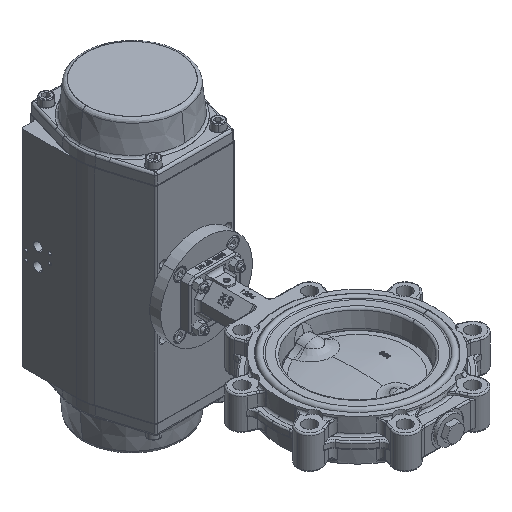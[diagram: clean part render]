
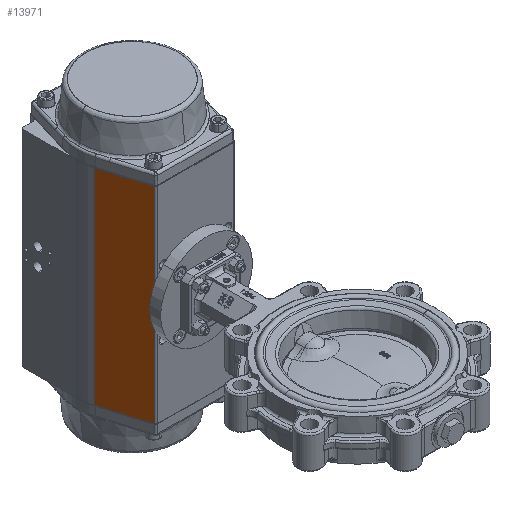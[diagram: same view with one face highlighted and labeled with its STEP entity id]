
A CAD part, isometric view. The second image highlights one B-rep face of the part: STEP entity #13971.
In plain terms, the highlighted planar face has unit normal (0.958, 0.288, 0).
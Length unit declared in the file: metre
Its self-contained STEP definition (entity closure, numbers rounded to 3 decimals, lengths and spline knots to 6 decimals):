
#340 = VECTOR ( 'NONE', #52003, 1. ) ;
#1145 = EDGE_CURVE ( 'NONE', #6897, #43321, #77639, .T. ) ;
#3187 = PLANE ( 'NONE',  #25864 ) ;
#5146 = VECTOR ( 'NONE', #15299, 1. ) ;
#6897 = VERTEX_POINT ( 'NONE', #9141 ) ;
#7037 = VECTOR ( 'NONE', #78394, 1. ) ;
#9141 = CARTESIAN_POINT ( 'NONE',  ( -0.164137, 0.246266, 0.224002 ) ) ;
#9673 = CARTESIAN_POINT ( 'NONE',  ( -0.145499, 0.184289, 0.224002 ) ) ;
#10845 = LINE ( 'NONE', #11256, #7037 ) ;
#11256 = CARTESIAN_POINT ( 'NONE',  ( -0.145499, 0.184289, 0.224002 ) ) ;
#13971 = ADVANCED_FACE ( 'NONE', ( #59323 ), #3187, .T. ) ;
#15299 = DIRECTION ( 'NONE',  ( 0.288, -0.958, 0. ) ) ;
#16049 = ORIENTED_EDGE ( 'NONE', *, *, #50743, .T. ) ;
#18153 = CARTESIAN_POINT ( 'NONE',  ( -0.164137, 0.246266, 0.504002 ) ) ;
#22211 = CARTESIAN_POINT ( 'NONE',  ( -0.145499, 0.184289, 0.504002 ) ) ;
#25864 = AXIS2_PLACEMENT_3D ( 'NONE', #48302, #61727, #41803 ) ;
#27202 = CARTESIAN_POINT ( 'NONE',  ( -0.145499, 0.184289, 0.224002 ) ) ;
#29960 = EDGE_CURVE ( 'NONE', #76750, #79509, #41049, .T. ) ;
#41049 = LINE ( 'NONE', #27202, #340 ) ;
#41803 = DIRECTION ( 'NONE',  ( 0.288, -0.958, 0. ) ) ;
#43321 = VERTEX_POINT ( 'NONE', #18153 ) ;
#46266 = LINE ( 'NONE', #22211, #5146 ) ;
#48302 = CARTESIAN_POINT ( 'NONE',  ( -0.145499, 0.184289, 0.224002 ) ) ;
#50499 = ORIENTED_EDGE ( 'NONE', *, *, #1145, .T. ) ;
#50743 = EDGE_CURVE ( 'NONE', #43321, #76750, #46266, .T. ) ;
#51999 = DIRECTION ( 'NONE',  ( 0., 0., 1. ) ) ;
#52003 = DIRECTION ( 'NONE',  ( 0., 0., -1. ) ) ;
#52995 = ORIENTED_EDGE ( 'NONE', *, *, #29960, .T. ) ;
#55557 = ORIENTED_EDGE ( 'NONE', *, *, #65019, .T. ) ;
#59323 = FACE_OUTER_BOUND ( 'NONE', #70604, .T. ) ;
#61727 = DIRECTION ( 'NONE',  ( 0.958, 0.288, 0. ) ) ;
#65019 = EDGE_CURVE ( 'NONE', #79509, #6897, #10845, .T. ) ;
#70604 = EDGE_LOOP ( 'NONE', ( #50499, #16049, #52995, #55557 ) ) ;
#71408 = CARTESIAN_POINT ( 'NONE',  ( -0.145499, 0.184289, 0.504002 ) ) ;
#71537 = CARTESIAN_POINT ( 'NONE',  ( -0.164137, 0.246266, 0.224002 ) ) ;
#72537 = VECTOR ( 'NONE', #51999, 1. ) ;
#76750 = VERTEX_POINT ( 'NONE', #71408 ) ;
#77639 = LINE ( 'NONE', #71537, #72537 ) ;
#78394 = DIRECTION ( 'NONE',  ( -0.288, 0.958, 0. ) ) ;
#79509 = VERTEX_POINT ( 'NONE', #9673 ) ;
